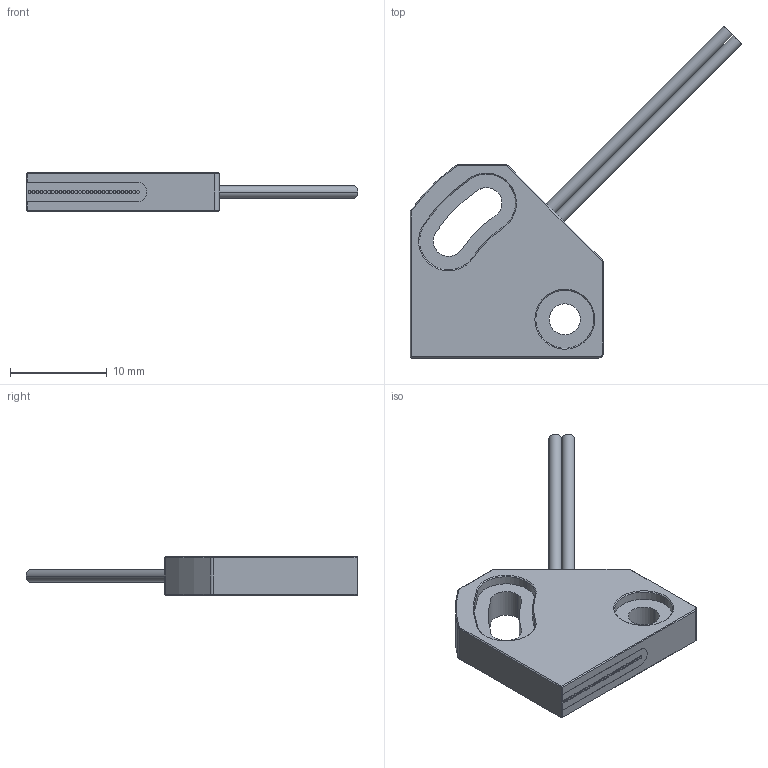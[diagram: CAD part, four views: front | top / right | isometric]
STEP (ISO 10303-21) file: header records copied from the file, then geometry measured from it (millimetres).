
FILE_DESCRIPTION (( 'STEP AP203' ), '1' );
FILE_NAME ('PD-A10.STEP', '2016-06-30T01:56:37', ( '' ), ( '' ), 'SwSTEP 2.0', 'SolidWorks 2013', '' );
FILE_SCHEMA (( 'CONFIG_CONTROL_DESIGN' ));
Length unit declared in the file: millimetre
Products named in the file (1): PD-A10
Bounding box: 34.31 x 34.33 x 4 mm (x, y, z)
Volume: 1234.4 mm3; surface area: 1239.6 mm2
Topology: 1 solids, 1 shells, 157 faces, 336 edges, 214 vertices
Faces by surface type: cylinder 83, plane 55, cone 19
Entity records: 4380 total; most frequent: DIRECTION 837, CARTESIAN_POINT 708, ORIENTED_EDGE 672, AXIS2_PLACEMENT_3D 343, EDGE_CURVE 336, VERTEX_POINT 214, EDGE_LOOP 194, CIRCLE 185
